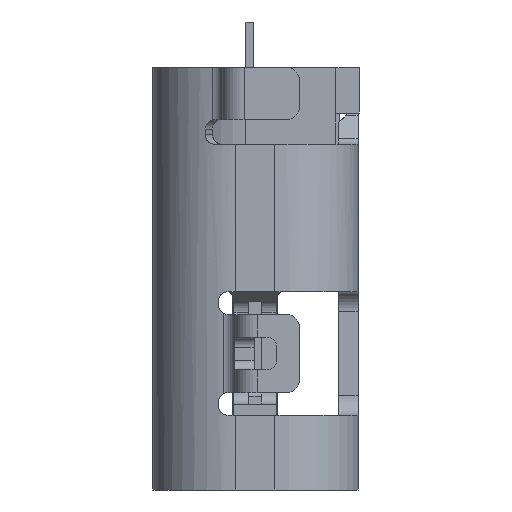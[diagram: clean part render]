
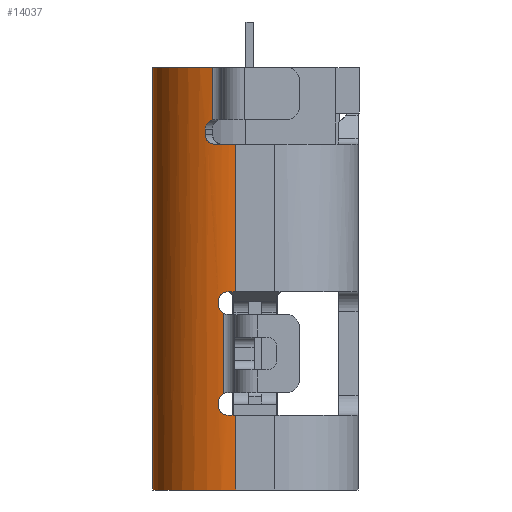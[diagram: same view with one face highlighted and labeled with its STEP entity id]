
A CAD part, left-side view. The second image highlights one B-rep face of the part: STEP entity #14037.
In plain terms, the highlighted cylindrical face has radius 1.28 mm (diameter 2.56 mm), a partial arc.
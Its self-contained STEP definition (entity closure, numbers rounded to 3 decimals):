
#1203=CARTESIAN_POINT('',(-3.19,0.295,-5.388));
#1204=DIRECTION('',(0.,0.,-1.));
#1205=DIRECTION('',(-1.,0.,0.));
#1206=AXIS2_PLACEMENT_3D('',#1203,#1204,#1205);
#2328=CARTESIAN_POINT('',(-3.19,0.295,-9.558));
#2329=DIRECTION('',(0.,0.,-1.));
#2330=DIRECTION('',(-1.,0.,0.));
#2331=AXIS2_PLACEMENT_3D('',#2328,#2329,#2330);
#2346=CARTESIAN_POINT('',(-4.464,0.415,
-9.558));
#2347=CARTESIAN_POINT('',(-4.463,0.431,
-9.558));
#2348=CARTESIAN_POINT('',(-4.459,0.462,
-9.553));
#2349=CARTESIAN_POINT('',(-4.453,0.505,
-9.53));
#2350=CARTESIAN_POINT('',(-4.447,0.538,
-9.497));
#2351=CARTESIAN_POINT('',(-4.442,0.56,
-9.454));
#2352=CARTESIAN_POINT('',(-4.441,0.565,
-9.423));
#2353=CARTESIAN_POINT('',(-4.441,0.565,
-9.408));
#2363=DIRECTION('',(0.,0.,1.));
#2364=VECTOR('',#2363,0.05);
#2365=CARTESIAN_POINT('',(-4.441,0.565,
-9.408));
#2366=LINE('',#2365,#2364);
#2391=CARTESIAN_POINT('',(-4.441,0.565,
-9.358));
#2392=CARTESIAN_POINT('',(-4.441,0.565,
-9.344));
#2393=CARTESIAN_POINT('',(-4.442,0.561,
-9.318));
#2394=CARTESIAN_POINT('',(-4.445,0.545,
-9.28));
#2395=CARTESIAN_POINT('',(-4.45,0.52,
-9.248));
#2396=CARTESIAN_POINT('',(-4.454,0.498,
-9.232));
#2397=CARTESIAN_POINT('',(-4.456,0.485,
-9.225));
#2640=CARTESIAN_POINT('',(-4.456,0.485,
-7.99));
#2651=CARTESIAN_POINT('',(-4.464,0.415,
-7.658));
#2652=CARTESIAN_POINT('',(-4.463,0.431,
-7.658));
#2653=CARTESIAN_POINT('',(-4.459,0.462,
-7.663));
#2654=CARTESIAN_POINT('',(-4.453,0.505,
-7.685));
#2655=CARTESIAN_POINT('',(-4.447,0.538,
-7.718));
#2656=CARTESIAN_POINT('',(-4.442,0.56,
-7.762));
#2657=CARTESIAN_POINT('',(-4.441,0.565,
-7.792));
#2658=CARTESIAN_POINT('',(-4.441,0.565,
-7.808));
#2660=DIRECTION('',(0.,0.,-1.));
#2661=VECTOR('',#2660,0.05);
#2662=CARTESIAN_POINT('',(-4.441,0.565,
-7.808));
#2663=LINE('',#2662,#2661);
#2664=CARTESIAN_POINT('',(-4.441,0.565,
-7.858));
#2665=CARTESIAN_POINT('',(-4.441,0.565,
-7.871));
#2666=CARTESIAN_POINT('',(-4.442,0.561,
-7.898));
#2667=CARTESIAN_POINT('',(-4.445,0.545,
-7.936));
#2668=CARTESIAN_POINT('',(-4.45,0.52,
-7.968));
#2669=CARTESIAN_POINT('',(-4.454,0.498,
-7.984));
#2670=CARTESIAN_POINT('',(-4.456,0.485,
-7.99));
#2672=DIRECTION('',(0.,0.,-1.));
#2673=VECTOR('',#2672,1.235);
#2674=CARTESIAN_POINT('',(-4.456,0.485,
-7.99));
#2675=LINE('',#2674,#2673);
#2676=DIRECTION('',(0.,0.,1.));
#2677=VECTOR('',#2676,6.5);
#2678=CARTESIAN_POINT('',(-3.19,1.575,-10.708));
#2679=LINE('',#2678,#2677);
#2684=DIRECTION('',(0.,0.,1.));
#2685=VECTOR('',#2684,0.08);
#2686=CARTESIAN_POINT('',(-4.381,0.765,
-5.238));
#2687=LINE('',#2686,#2685);
#2707=CARTESIAN_POINT('',(-4.381,0.765,
-5.158));
#2708=CARTESIAN_POINT('',(-4.381,0.765,
-5.145));
#2709=CARTESIAN_POINT('',(-4.382,0.762,
-5.118));
#2710=CARTESIAN_POINT('',(-4.388,0.747,
-5.081));
#2711=CARTESIAN_POINT('',(-4.396,0.724,
-5.05));
#2712=CARTESIAN_POINT('',(-4.406,0.694,
-5.026));
#2713=CARTESIAN_POINT('',(-4.414,0.671,
-5.016));
#2714=CARTESIAN_POINT('',(-4.417,0.658,
-5.012));
#2793=DIRECTION('',(0.,0.,1.));
#2794=VECTOR('',#2793,0.805);
#2795=CARTESIAN_POINT('',(-4.417,0.658,
-5.012));
#2796=LINE('',#2795,#2794);
#2807=CARTESIAN_POINT('',(-3.19,0.295,-4.208));
#2808=DIRECTION('',(0.,0.,-1.));
#2809=DIRECTION('',(-0.959,0.284,0.));
#2810=AXIS2_PLACEMENT_3D('',#2807,#2808,#2809);
#4264=CARTESIAN_POINT('',(-3.19,0.295,-10.708));
#4265=DIRECTION('',(0.,0.,1.));
#4266=DIRECTION('',(0.,1.,0.));
#4267=AXIS2_PLACEMENT_3D('',#4264,#4265,#4266);
#4927=DIRECTION('',(0.,0.,1.));
#4928=VECTOR('',#4927,1.15);
#4929=CARTESIAN_POINT('',(-4.47,0.295,-10.708));
#4930=LINE('',#4929,#4928);
#5179=CARTESIAN_POINT('',(-4.427,0.622,
-5.388));
#5180=CARTESIAN_POINT('',(-4.423,0.638,
-5.388));
#5181=CARTESIAN_POINT('',(-4.415,0.668,
-5.383));
#5182=CARTESIAN_POINT('',(-4.402,0.709,
-5.361));
#5183=CARTESIAN_POINT('',(-4.39,0.74,
-5.328));
#5184=CARTESIAN_POINT('',(-4.382,0.76,
-5.285));
#5185=CARTESIAN_POINT('',(-4.381,0.765,
-5.253));
#5186=CARTESIAN_POINT('',(-4.381,0.765,
-5.238));
#5209=DIRECTION('',(0.,0.,1.));
#5210=VECTOR('',#5209,2.27);
#5211=CARTESIAN_POINT('',(-4.47,0.295,-7.658));
#5212=LINE('',#5211,#5210);
#7202=CARTESIAN_POINT('',(-3.19,0.295,-7.658));
#7203=DIRECTION('',(0.,0.,1.));
#7204=DIRECTION('',(-0.996,0.094,0.));
#7205=AXIS2_PLACEMENT_3D('',#7202,#7203,#7204);
#8268=CARTESIAN_POINT('',(-3.19,1.575,-10.708));
#8270=VERTEX_POINT('',#8268);
#8394=CARTESIAN_POINT('',(-4.417,0.658,
-4.208));
#8395=CARTESIAN_POINT('',(-3.19,1.575,-4.208));
#8396=VERTEX_POINT('',#8394);
#8397=VERTEX_POINT('',#8395);
#8504=CARTESIAN_POINT('',(-4.427,0.622,
-5.388));
#8506=VERTEX_POINT('',#8504);
#8516=CARTESIAN_POINT('',(-4.47,0.295,-5.388));
#8518=VERTEX_POINT('',#8516);
#8568=CARTESIAN_POINT('',(-4.47,0.295,-10.708));
#8569=VERTEX_POINT('',#8568);
#8604=CARTESIAN_POINT('',(-4.464,0.415,
-7.658));
#8606=VERTEX_POINT('',#8604);
#8608=CARTESIAN_POINT('',(-4.47,0.295,-7.658));
#8609=VERTEX_POINT('',#8608);
#8630=VERTEX_POINT('',#2658);
#8631=CARTESIAN_POINT('',(-4.441,0.565,
-7.858));
#8632=VERTEX_POINT('',#8631);
#8635=VERTEX_POINT('',#2640);
#8781=CARTESIAN_POINT('',(-4.456,0.485,
-9.225));
#8782=VERTEX_POINT('',#8781);
#8783=CARTESIAN_POINT('',(-4.381,0.765,
-5.238));
#8784=CARTESIAN_POINT('',(-4.381,0.765,
-5.158));
#8785=VERTEX_POINT('',#8783);
#8786=VERTEX_POINT('',#8784);
#8787=CARTESIAN_POINT('',(-4.441,0.565,
-9.408));
#8788=CARTESIAN_POINT('',(-4.441,0.565,
-9.358));
#8789=VERTEX_POINT('',#8787);
#8790=VERTEX_POINT('',#8788);
#8791=CARTESIAN_POINT('',(-4.47,0.295,-9.558));
#8792=VERTEX_POINT('',#8791);
#8793=VERTEX_POINT('',#2714);
#8933=CARTESIAN_POINT('',(-4.464,0.415,
-9.558));
#8935=VERTEX_POINT('',#8933);
#13999=CARTESIAN_POINT('',(-3.19,0.295,-4.078));
#14000=DIRECTION('',(0.,0.,-1.));
#14001=DIRECTION('',(-1.,0.,0.));
#14002=AXIS2_PLACEMENT_3D('',#13999,#14000,#14001);
#14003=CYLINDRICAL_SURFACE('',#14002,1.28);
#14005=ORIENTED_EDGE('',*,*,#14004,.F.);
#14007=ORIENTED_EDGE('',*,*,#14006,.F.);
#14008=ORIENTED_EDGE('',*,*,#12094,.F.);
#14010=ORIENTED_EDGE('',*,*,#14009,.F.);
#14012=ORIENTED_EDGE('',*,*,#14011,.F.);
#14014=ORIENTED_EDGE('',*,*,#14013,.T.);
#14016=ORIENTED_EDGE('',*,*,#14015,.T.);
#14018=ORIENTED_EDGE('',*,*,#14017,.T.);
#14019=ORIENTED_EDGE('',*,*,#13988,.T.);
#14020=ORIENTED_EDGE('',*,*,#13692,.F.);
#14021=ORIENTED_EDGE('',*,*,#13676,.F.);
#14022=ORIENTED_EDGE('',*,*,#13662,.F.);
#14023=ORIENTED_EDGE('',*,*,#13648,.F.);
#14025=ORIENTED_EDGE('',*,*,#14024,.F.);
#14027=ORIENTED_EDGE('',*,*,#14026,.F.);
#14028=ORIENTED_EDGE('',*,*,#11357,.T.);
#14030=ORIENTED_EDGE('',*,*,#14029,.F.);
#14032=ORIENTED_EDGE('',*,*,#14031,.F.);
#14034=ORIENTED_EDGE('',*,*,#14033,.F.);
#14035=EDGE_LOOP('',(#14005,#14007,#14008,#14010,#14012,#14014,#14016,#14018,
#14019,#14020,#14021,#14022,#14023,#14025,#14027,#14028,#14030,#14032,#14034));
#14036=FACE_OUTER_BOUND('',#14035,.F.);
#14037=ADVANCED_FACE('',(#14036),#14003,.T.);
#1207=CIRCLE('',#1206,1.28);
#2332=CIRCLE('',#2331,1.28);
#2354=B_SPLINE_CURVE_WITH_KNOTS('',3,(#2346,#2347,#2348,#2349,#2350,#2351,#2352,
#2353),.UNSPECIFIED.,.F.,.F.,(4,1,1,1,1,4),(0.,0.2,0.4,0.6,0.8,1.),
.UNSPECIFIED.);
#2398=B_SPLINE_CURVE_WITH_KNOTS('',3,(#2391,#2392,#2393,#2394,#2395,#2396,
#2397),.UNSPECIFIED.,.F.,.F.,(4,1,1,1,4),(0.,0.25,0.5,0.75,1.),
.UNSPECIFIED.);
#2659=B_SPLINE_CURVE_WITH_KNOTS('',3,(#2651,#2652,#2653,#2654,#2655,#2656,#2657,
#2658),.UNSPECIFIED.,.F.,.F.,(4,1,1,1,1,4),(0.,0.2,0.4,0.6,0.8,1.),
.UNSPECIFIED.);
#2671=B_SPLINE_CURVE_WITH_KNOTS('',3,(#2664,#2665,#2666,#2667,#2668,#2669,
#2670),.UNSPECIFIED.,.F.,.F.,(4,1,1,1,4),(0.,0.25,0.5,0.75,1.),
.UNSPECIFIED.);
#2715=B_SPLINE_CURVE_WITH_KNOTS('',3,(#2707,#2708,#2709,#2710,#2711,#2712,#2713,
#2714),.UNSPECIFIED.,.F.,.F.,(4,1,1,1,1,4),(0.,0.2,0.4,0.6,0.8,1.),
.UNSPECIFIED.);
#2811=CIRCLE('',#2810,1.28);
#4268=CIRCLE('',#4267,1.28);
#5187=B_SPLINE_CURVE_WITH_KNOTS('',3,(#5179,#5180,#5181,#5182,#5183,#5184,#5185,
#5186),.UNSPECIFIED.,.F.,.F.,(4,1,1,1,1,4),(0.,0.2,0.4,0.6,0.8,1.),
.UNSPECIFIED.);
#7206=CIRCLE('',#7205,1.28);
#11357=EDGE_CURVE('',#8270,#8397,#2679,.T.);
#12094=EDGE_CURVE('',#8518,#8506,#1207,.T.);
#13648=EDGE_CURVE('',#8792,#8935,#2332,.T.);
#13662=EDGE_CURVE('',#8935,#8789,#2354,.T.);
#13676=EDGE_CURVE('',#8789,#8790,#2366,.T.);
#13692=EDGE_CURVE('',#8790,#8782,#2398,.T.);
#13988=EDGE_CURVE('',#8635,#8782,#2675,.T.);
#14004=EDGE_CURVE('',#8785,#8786,#2687,.T.);
#14006=EDGE_CURVE('',#8506,#8785,#5187,.T.);
#14009=EDGE_CURVE('',#8609,#8518,#5212,.T.);
#14011=EDGE_CURVE('',#8606,#8609,#7206,.T.);
#14013=EDGE_CURVE('',#8606,#8630,#2659,.T.);
#14015=EDGE_CURVE('',#8630,#8632,#2663,.T.);
#14017=EDGE_CURVE('',#8632,#8635,#2671,.T.);
#14024=EDGE_CURVE('',#8569,#8792,#4930,.T.);
#14026=EDGE_CURVE('',#8270,#8569,#4268,.T.);
#14029=EDGE_CURVE('',#8396,#8397,#2811,.T.);
#14031=EDGE_CURVE('',#8793,#8396,#2796,.T.);
#14033=EDGE_CURVE('',#8786,#8793,#2715,.T.);
